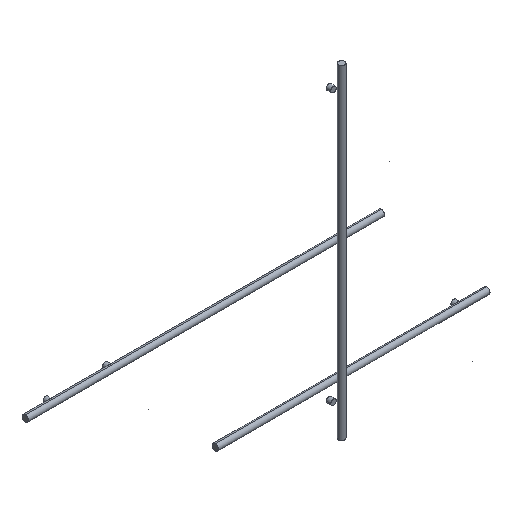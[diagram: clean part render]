
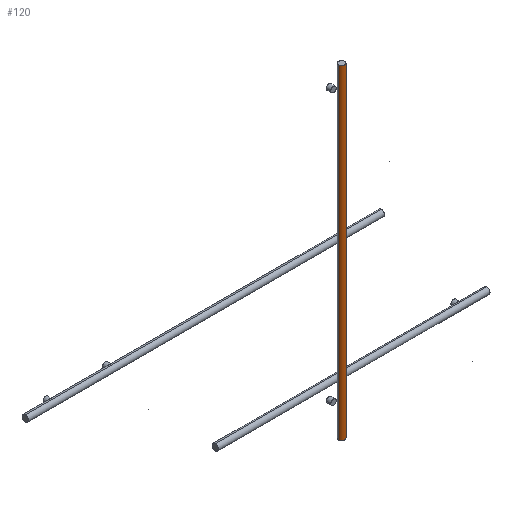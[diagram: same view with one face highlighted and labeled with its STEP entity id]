
A CAD part, isometric view. The second image highlights one B-rep face of the part: STEP entity #120.
In plain terms, the highlighted free-form (B-spline) face has degree [2, 1] with [5, 2] control points.
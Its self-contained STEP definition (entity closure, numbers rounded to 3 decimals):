
#120=ADVANCED_FACE('',(#158),#483,.T.);
#158=FACE_OUTER_BOUND('',#196,.T.);
#196=EDGE_LOOP('',(#299,#300,#301,#302));
#299=ORIENTED_EDGE('',*,*,#357,.T.);
#300=ORIENTED_EDGE('',*,*,#354,.T.);
#301=ORIENTED_EDGE('',*,*,#358,.F.);
#302=ORIENTED_EDGE('',*,*,#356,.F.);
#354=EDGE_CURVE('',#459,#458,#417,.T.);
#356=EDGE_CURVE('',#460,#461,#419,.T.);
#357=EDGE_CURVE('',#460,#459,#420,.T.);
#358=EDGE_CURVE('',#461,#458,#421,.T.);
#417=(
BOUNDED_CURVE()
B_SPLINE_CURVE(1,(#1745,#1746),.UNSPECIFIED.,.F.,.F.)
B_SPLINE_CURVE_WITH_KNOTS((2,2),(330.545,603.508),
 .UNSPECIFIED.)
CURVE()
GEOMETRIC_REPRESENTATION_ITEM()
RATIONAL_B_SPLINE_CURVE((1.,1.))
REPRESENTATION_ITEM('')
);
#419=(
BOUNDED_CURVE()
B_SPLINE_CURVE(1,(#1752,#1753),.UNSPECIFIED.,.F.,.F.)
B_SPLINE_CURVE_WITH_KNOTS((2,2),(330.545,603.508),
 .UNSPECIFIED.)
CURVE()
GEOMETRIC_REPRESENTATION_ITEM()
RATIONAL_B_SPLINE_CURVE((1.,1.))
REPRESENTATION_ITEM('')
);
#420=(
BOUNDED_CURVE()
B_SPLINE_CURVE(2,(#1754,#1755,#1756,#1757,#1758),.UNSPECIFIED.,.F.,.F.)
B_SPLINE_CURVE_WITH_KNOTS((3,2,3),(10.996,16.493,21.991),
 .UNSPECIFIED.)
CURVE()
GEOMETRIC_REPRESENTATION_ITEM()
RATIONAL_B_SPLINE_CURVE((1.,0.707,1.,0.707,1.))
REPRESENTATION_ITEM('')
);
#421=(
BOUNDED_CURVE()
B_SPLINE_CURVE(2,(#1759,#1760,#1761,#1762,#1763),.UNSPECIFIED.,.F.,.F.)
B_SPLINE_CURVE_WITH_KNOTS((3,2,3),(10.996,16.493,21.991),
 .UNSPECIFIED.)
CURVE()
GEOMETRIC_REPRESENTATION_ITEM()
RATIONAL_B_SPLINE_CURVE((1.,0.707,1.,0.707,1.))
REPRESENTATION_ITEM('')
);
#458=VERTEX_POINT('',#1736);
#459=VERTEX_POINT('',#1737);
#460=VERTEX_POINT('',#1738);
#461=VERTEX_POINT('',#1739);
#483=(
BOUNDED_SURFACE()
B_SPLINE_SURFACE(2,1,((#1726,#1727),(#1728,#1729),(#1730,#1731),(#1732,
#1733),(#1734,#1735)),.UNSPECIFIED.,.F.,.F.,.F.)
B_SPLINE_SURFACE_WITH_KNOTS((3,2,3),(2,2),(10.996,16.493,
21.991),(330.545,603.508),.UNSPECIFIED.)
GEOMETRIC_REPRESENTATION_ITEM()
RATIONAL_B_SPLINE_SURFACE(((1.,1.),(0.707,0.707),
(1.,1.),(0.707,0.707),(1.,1.)))
REPRESENTATION_ITEM('')
SURFACE()
);
#1726=CARTESIAN_POINT('',(187.939,-228.231,727.317));
#1727=CARTESIAN_POINT('',(187.939,-228.231,1362.317));
#1728=CARTESIAN_POINT('',(187.939,-234.38,727.317));
#1729=CARTESIAN_POINT('',(187.939,-234.38,1362.317));
#1730=CARTESIAN_POINT('',(194.088,-234.38,727.317));
#1731=CARTESIAN_POINT('',(194.088,-234.38,1362.317));
#1732=CARTESIAN_POINT('',(200.237,-234.38,727.317));
#1733=CARTESIAN_POINT('',(200.237,-234.38,1362.317));
#1734=CARTESIAN_POINT('',(200.237,-228.231,727.317));
#1735=CARTESIAN_POINT('',(200.237,-228.231,1362.317));
#1736=CARTESIAN_POINT('',(200.237,-228.231,1362.317));
#1737=CARTESIAN_POINT('',(200.237,-228.231,727.317));
#1738=CARTESIAN_POINT('',(187.939,-228.231,727.317));
#1739=CARTESIAN_POINT('',(187.939,-228.231,1362.317));
#1745=CARTESIAN_POINT('',(200.237,-228.231,727.317));
#1746=CARTESIAN_POINT('',(200.237,-228.231,1362.317));
#1752=CARTESIAN_POINT('',(187.939,-228.231,727.317));
#1753=CARTESIAN_POINT('',(187.939,-228.231,1362.317));
#1754=CARTESIAN_POINT('',(187.939,-228.231,727.317));
#1755=CARTESIAN_POINT('',(187.939,-234.38,727.317));
#1756=CARTESIAN_POINT('',(194.088,-234.38,727.317));
#1757=CARTESIAN_POINT('',(200.237,-234.38,727.317));
#1758=CARTESIAN_POINT('',(200.237,-228.231,727.317));
#1759=CARTESIAN_POINT('',(187.939,-228.231,1362.317));
#1760=CARTESIAN_POINT('',(187.939,-234.38,1362.317));
#1761=CARTESIAN_POINT('',(194.088,-234.38,1362.317));
#1762=CARTESIAN_POINT('',(200.237,-234.38,1362.317));
#1763=CARTESIAN_POINT('',(200.237,-228.231,1362.317));
